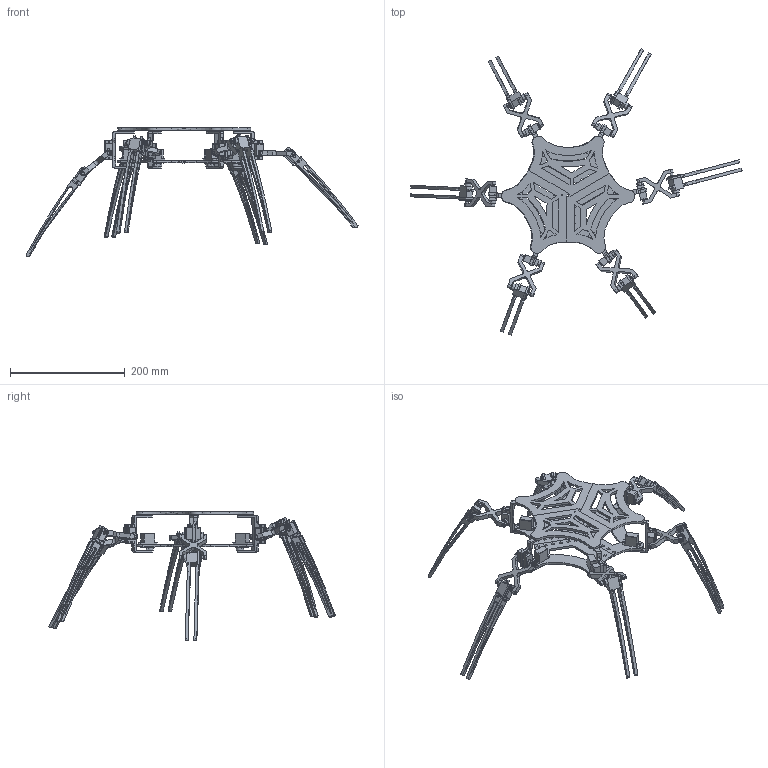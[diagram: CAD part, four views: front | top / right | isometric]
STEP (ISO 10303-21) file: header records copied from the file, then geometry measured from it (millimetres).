
FILE_DESCRIPTION(/* description */ (''),/* implementation_level */ '2;1');
FILE_NAME(/* name */ 'spidy v43.step',/* time_stamp */ '2023-04-07T11:55:43+05:30',/* author */ (''),/* organization */ (''),/* preprocessor_version */ 'ST-DEVELOPER v19.2',/* originating_system */ 'Autodesk Translation Framework v11.17.0.187',/* authorisation */ '');
FILE_SCHEMA (('AUTOMOTIVE_DESIGN { 1 0 10303 214 3 1 1 }'));
Length unit declared in the file: centimetre
Products named in the file (30): spidy; leg part 1; x middle link; base link; base; Component2; base link_1; base link_2; x middle link_1; x middle link_2; base link_3; base link_4; x middle link_3; top new; Component1; base link_5; base link_6; x middle link_4; leg fixer; leg fixer_1; leg fixer_2; leg fixer_3; leg fixer_4; x middle link_5; x middle link_6; motor; leg fixer_5; Component1_1; link for motor; leg part 2
Assembly tree (88 placements, depth 3):
  spidy
    leg part 1
    motor  x18
    x middle link
      x middle link_6
    base link
      base link_6
    base
      Component2  x3
    base link_1
      base link_6
    base link_2
      base link_6
    x middle link_1
      x middle link_6
    leg part 2  x14
    x middle link_2
      x middle link_6
    base link_3
      base link_6
    base link_4
      base link_6
    x middle link_3
      x middle link_6
    top new
      Component1  x3
    base link_5
      base link_6
    link for motor  x11
    x middle link_4
      x middle link_6
    leg fixer
      Component1_1
    leg fixer_1
      Component1_1
    leg fixer_2
      Component1_1
    leg fixer_3
      Component1_1
    leg fixer_4
      Component1_1
    x middle link_5
      x middle link_6
    leg fixer_5
      Component1_1
Bounding box: 577.63 x 497.92 x 225.51 mm (x, y, z)
Volume: 433887.2 mm3; surface area: 289285.4 mm2
Topology: 69 solids, 69 shells, 2130 faces, 5741 edges, 3778 vertices
Faces by surface type: plane 1298, cylinder 832
Full cylindrical faces by diameter (mm): 2 x6, 3.5 x38, 5 x71
Entity records: 12029 total; most frequent: DIRECTION 2061, CARTESIAN_POINT 1997, ORIENTED_EDGE 1856, EDGE_CURVE 928, LINE 707, VECTOR 707, AXIS2_PLACEMENT_3D 677, VERTEX_POINT 613
